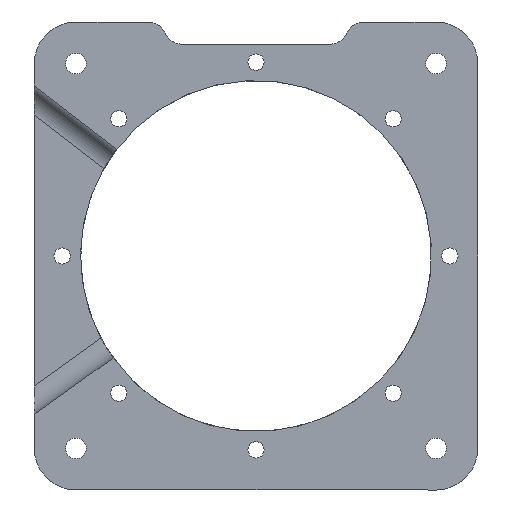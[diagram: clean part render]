
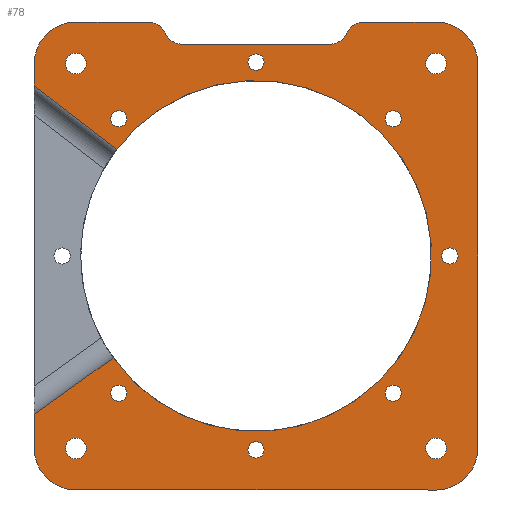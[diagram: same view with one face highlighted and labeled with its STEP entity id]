
A CAD part, front view. The second image highlights one B-rep face of the part: STEP entity #78.
In plain terms, the highlighted planar face has unit normal (0, -1, 0).
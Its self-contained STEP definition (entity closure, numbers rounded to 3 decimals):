
#78=ADVANCED_FACE('',(#132,#133,#134,#135,#136,#137,#138,#139,#140,#141,
#142,#143),#110,.T.);
#110=PLANE('',#690);
#132=FACE_BOUND('',#186,.T.);
#133=FACE_BOUND('',#187,.T.);
#134=FACE_BOUND('',#188,.T.);
#135=FACE_BOUND('',#189,.T.);
#136=FACE_BOUND('',#190,.T.);
#137=FACE_BOUND('',#191,.T.);
#138=FACE_BOUND('',#192,.T.);
#139=FACE_BOUND('',#193,.T.);
#140=FACE_BOUND('',#194,.T.);
#141=FACE_BOUND('',#195,.T.);
#142=FACE_BOUND('',#196,.T.);
#143=FACE_BOUND('',#197,.T.);
#186=EDGE_LOOP('',(#333));
#187=EDGE_LOOP('',(#334));
#188=EDGE_LOOP('',(#335));
#189=EDGE_LOOP('',(#336));
#190=EDGE_LOOP('',(#337));
#191=EDGE_LOOP('',(#338));
#192=EDGE_LOOP('',(#339));
#193=EDGE_LOOP('',(#340));
#194=EDGE_LOOP('',(#341));
#195=EDGE_LOOP('',(#342));
#196=EDGE_LOOP('',(#343));
#197=EDGE_LOOP('',(#344,#345,#346,#347,#348,#349,#350,#351,#352,#353,#354,
#355,#356,#357,#358,#359,#360,#361));
#248=LINE('',#991,#280);
#249=LINE('',#998,#281);
#250=LINE('',#1004,#282);
#251=LINE('',#1008,#283);
#252=LINE('',#1010,#284);
#253=LINE('',#1014,#285);
#254=LINE('',#1016,#286);
#255=LINE('',#1020,#287);
#256=LINE('',#1024,#288);
#280=VECTOR('',#799,1.);
#281=VECTOR('',#804,1.);
#282=VECTOR('',#809,1.);
#283=VECTOR('',#812,1.);
#284=VECTOR('',#813,1.);
#285=VECTOR('',#816,1.);
#286=VECTOR('',#817,1.);
#287=VECTOR('',#820,1.);
#288=VECTOR('',#823,1.);
#333=ORIENTED_EDGE('',*,*,#552,.T.);
#334=ORIENTED_EDGE('',*,*,#553,.T.);
#335=ORIENTED_EDGE('',*,*,#554,.T.);
#336=ORIENTED_EDGE('',*,*,#555,.T.);
#337=ORIENTED_EDGE('',*,*,#556,.T.);
#338=ORIENTED_EDGE('',*,*,#557,.T.);
#339=ORIENTED_EDGE('',*,*,#558,.T.);
#340=ORIENTED_EDGE('',*,*,#559,.T.);
#341=ORIENTED_EDGE('',*,*,#560,.T.);
#342=ORIENTED_EDGE('',*,*,#561,.F.);
#343=ORIENTED_EDGE('',*,*,#562,.F.);
#344=ORIENTED_EDGE('',*,*,#563,.T.);
#345=ORIENTED_EDGE('',*,*,#564,.T.);
#346=ORIENTED_EDGE('',*,*,#565,.T.);
#347=ORIENTED_EDGE('',*,*,#566,.T.);
#348=ORIENTED_EDGE('',*,*,#567,.T.);
#349=ORIENTED_EDGE('',*,*,#568,.T.);
#350=ORIENTED_EDGE('',*,*,#569,.T.);
#351=ORIENTED_EDGE('',*,*,#570,.T.);
#352=ORIENTED_EDGE('',*,*,#571,.T.);
#353=ORIENTED_EDGE('',*,*,#572,.T.);
#354=ORIENTED_EDGE('',*,*,#573,.T.);
#355=ORIENTED_EDGE('',*,*,#574,.T.);
#356=ORIENTED_EDGE('',*,*,#575,.T.);
#357=ORIENTED_EDGE('',*,*,#576,.T.);
#358=ORIENTED_EDGE('',*,*,#577,.T.);
#359=ORIENTED_EDGE('',*,*,#578,.T.);
#360=ORIENTED_EDGE('',*,*,#579,.T.);
#361=ORIENTED_EDGE('',*,*,#580,.T.);
#491=VERTEX_POINT('',#970);
#492=VERTEX_POINT('',#972);
#493=VERTEX_POINT('',#974);
#494=VERTEX_POINT('',#976);
#495=VERTEX_POINT('',#978);
#496=VERTEX_POINT('',#980);
#497=VERTEX_POINT('',#982);
#498=VERTEX_POINT('',#984);
#499=VERTEX_POINT('',#986);
#500=VERTEX_POINT('',#988);
#501=VERTEX_POINT('',#990);
#502=VERTEX_POINT('',#992);
#503=VERTEX_POINT('',#993);
#504=VERTEX_POINT('',#995);
#505=VERTEX_POINT('',#997);
#506=VERTEX_POINT('',#999);
#507=VERTEX_POINT('',#1001);
#508=VERTEX_POINT('',#1003);
#509=VERTEX_POINT('',#1005);
#510=VERTEX_POINT('',#1007);
#511=VERTEX_POINT('',#1009);
#512=VERTEX_POINT('',#1011);
#513=VERTEX_POINT('',#1013);
#514=VERTEX_POINT('',#1015);
#515=VERTEX_POINT('',#1017);
#516=VERTEX_POINT('',#1019);
#517=VERTEX_POINT('',#1021);
#518=VERTEX_POINT('',#1023);
#519=VERTEX_POINT('',#1025);
#552=EDGE_CURVE('',#491,#491,#625,.T.);
#553=EDGE_CURVE('',#492,#492,#626,.T.);
#554=EDGE_CURVE('',#493,#493,#627,.T.);
#555=EDGE_CURVE('',#494,#494,#628,.T.);
#556=EDGE_CURVE('',#495,#495,#629,.T.);
#557=EDGE_CURVE('',#496,#496,#630,.T.);
#558=EDGE_CURVE('',#497,#497,#631,.T.);
#559=EDGE_CURVE('',#498,#498,#632,.T.);
#560=EDGE_CURVE('',#499,#499,#633,.T.);
#561=EDGE_CURVE('',#500,#500,#634,.T.);
#562=EDGE_CURVE('',#501,#501,#635,.T.);
#563=EDGE_CURVE('',#502,#503,#248,.T.);
#564=EDGE_CURVE('',#503,#504,#636,.T.);
#565=EDGE_CURVE('',#504,#505,#637,.T.);
#566=EDGE_CURVE('',#505,#506,#249,.T.);
#567=EDGE_CURVE('',#506,#507,#638,.T.);
#568=EDGE_CURVE('',#507,#508,#639,.T.);
#569=EDGE_CURVE('',#508,#509,#250,.T.);
#570=EDGE_CURVE('',#509,#510,#640,.T.);
#571=EDGE_CURVE('',#510,#511,#251,.T.);
#572=EDGE_CURVE('',#511,#512,#252,.T.);
#573=EDGE_CURVE('',#512,#513,#641,.T.);
#574=EDGE_CURVE('',#513,#514,#253,.T.);
#575=EDGE_CURVE('',#514,#515,#254,.T.);
#576=EDGE_CURVE('',#515,#516,#642,.T.);
#577=EDGE_CURVE('',#516,#517,#255,.T.);
#578=EDGE_CURVE('',#517,#518,#643,.T.);
#579=EDGE_CURVE('',#518,#519,#256,.T.);
#580=EDGE_CURVE('',#519,#502,#644,.T.);
#625=CIRCLE('',#670,1.75);
#626=CIRCLE('',#671,1.75);
#627=CIRCLE('',#672,1.75);
#628=CIRCLE('',#673,1.75);
#629=CIRCLE('',#674,1.75);
#630=CIRCLE('',#675,1.75);
#631=CIRCLE('',#676,1.75);
#632=CIRCLE('',#677,2.25);
#633=CIRCLE('',#678,2.25);
#634=CIRCLE('',#679,2.25);
#635=CIRCLE('',#680,2.25);
#636=CIRCLE('',#681,4.);
#637=CIRCLE('',#682,4.);
#638=CIRCLE('',#683,4.);
#639=CIRCLE('',#684,4.);
#640=CIRCLE('',#685,9.);
#641=CIRCLE('',#686,38.);
#642=CIRCLE('',#687,9.);
#643=CIRCLE('',#688,9.);
#644=CIRCLE('',#689,9.);
#670=AXIS2_PLACEMENT_3D('',#969,#777,#778);
#671=AXIS2_PLACEMENT_3D('',#971,#779,#780);
#672=AXIS2_PLACEMENT_3D('',#973,#781,#782);
#673=AXIS2_PLACEMENT_3D('',#975,#783,#784);
#674=AXIS2_PLACEMENT_3D('',#977,#785,#786);
#675=AXIS2_PLACEMENT_3D('',#979,#787,#788);
#676=AXIS2_PLACEMENT_3D('',#981,#789,#790);
#677=AXIS2_PLACEMENT_3D('',#983,#791,#792);
#678=AXIS2_PLACEMENT_3D('',#985,#793,#794);
#679=AXIS2_PLACEMENT_3D('',#987,#795,#796);
#680=AXIS2_PLACEMENT_3D('',#989,#797,#798);
#681=AXIS2_PLACEMENT_3D('',#994,#800,#801);
#682=AXIS2_PLACEMENT_3D('',#996,#802,#803);
#683=AXIS2_PLACEMENT_3D('',#1000,#805,#806);
#684=AXIS2_PLACEMENT_3D('',#1002,#807,#808);
#685=AXIS2_PLACEMENT_3D('',#1006,#810,#811);
#686=AXIS2_PLACEMENT_3D('',#1012,#814,#815);
#687=AXIS2_PLACEMENT_3D('',#1018,#818,#819);
#688=AXIS2_PLACEMENT_3D('',#1022,#821,#822);
#689=AXIS2_PLACEMENT_3D('',#1026,#824,#825);
#690=AXIS2_PLACEMENT_3D('',#1027,#826,#827);
#777=DIRECTION('',(0.,1.,0.));
#778=DIRECTION('',(0.,0.,-1.));
#779=DIRECTION('',(0.,1.,0.));
#780=DIRECTION('',(0.,0.,-1.));
#781=DIRECTION('',(0.,1.,0.));
#782=DIRECTION('',(0.,0.,-1.));
#783=DIRECTION('',(0.,1.,0.));
#784=DIRECTION('',(0.,0.,-1.));
#785=DIRECTION('',(0.,1.,0.));
#786=DIRECTION('',(0.,0.,-1.));
#787=DIRECTION('',(0.,1.,0.));
#788=DIRECTION('',(0.,0.,-1.));
#789=DIRECTION('',(0.,1.,0.));
#790=DIRECTION('',(0.,0.,-1.));
#791=DIRECTION('',(0.,1.,0.));
#792=DIRECTION('',(0.,0.,1.));
#793=DIRECTION('',(0.,1.,0.));
#794=DIRECTION('',(0.,0.,1.));
#795=DIRECTION('',(0.,-1.,0.));
#796=DIRECTION('',(0.,0.,-1.));
#797=DIRECTION('',(0.,-1.,0.));
#798=DIRECTION('',(0.,0.,-1.));
#799=DIRECTION('',(-1.,0.,0.));
#800=DIRECTION('',(0.,-1.,0.));
#801=DIRECTION('',(0.,0.,-1.));
#802=DIRECTION('',(0.,1.,0.));
#803=DIRECTION('',(0.,0.,-1.));
#804=DIRECTION('',(-1.,0.,0.));
#805=DIRECTION('',(0.,1.,0.));
#806=DIRECTION('',(0.,0.,-1.));
#807=DIRECTION('',(0.,-1.,0.));
#808=DIRECTION('',(0.,0.,-1.));
#809=DIRECTION('',(-1.,0.,0.));
#810=DIRECTION('',(0.,-1.,0.));
#811=DIRECTION('',(0.,0.,-1.));
#812=DIRECTION('',(0.,0.,-1.));
#813=DIRECTION('',(0.794,0.,-0.608));
#814=DIRECTION('',(0.,1.,0.));
#815=DIRECTION('',(0.,0.,-1.));
#816=DIRECTION('',(-0.814,0.,-0.581));
#817=DIRECTION('',(0.,0.,-1.));
#818=DIRECTION('',(0.,-1.,0.));
#819=DIRECTION('',(0.,0.,-1.));
#820=DIRECTION('',(1.,0.,0.));
#821=DIRECTION('',(0.,-1.,0.));
#822=DIRECTION('',(0.,0.,-1.));
#823=DIRECTION('',(0.,0.,1.));
#824=DIRECTION('',(0.,-1.,0.));
#825=DIRECTION('',(0.,0.,-1.));
#826=DIRECTION('',(0.,-1.,0.));
#827=DIRECTION('',(0.,0.,-1.));
#969=CARTESIAN_POINT('',(-29.698,-14.65,30.973));
#970=CARTESIAN_POINT('',(-29.698,-14.65,29.223));
#971=CARTESIAN_POINT('',(-29.698,-14.65,90.37));
#972=CARTESIAN_POINT('',(-29.698,-14.65,88.62));
#973=CARTESIAN_POINT('',(0.,-14.65,18.671));
#974=CARTESIAN_POINT('',(0.,-14.65,16.921));
#975=CARTESIAN_POINT('',(0.,-14.65,102.671));
#976=CARTESIAN_POINT('',(0.,-14.65,100.921));
#977=CARTESIAN_POINT('',(29.698,-14.65,30.973));
#978=CARTESIAN_POINT('',(29.698,-14.65,29.223));
#979=CARTESIAN_POINT('',(29.698,-14.65,90.37));
#980=CARTESIAN_POINT('',(29.698,-14.65,88.62));
#981=CARTESIAN_POINT('',(42.,-14.65,60.671));
#982=CARTESIAN_POINT('',(42.,-14.65,58.921));
#983=CARTESIAN_POINT('',(39.,-14.65,102.342));
#984=CARTESIAN_POINT('',(39.,-14.65,104.592));
#985=CARTESIAN_POINT('',(-39.,-14.65,102.342));
#986=CARTESIAN_POINT('',(-39.,-14.65,104.592));
#987=CARTESIAN_POINT('',(39.,-14.65,19.));
#988=CARTESIAN_POINT('',(39.,-14.65,16.75));
#989=CARTESIAN_POINT('',(-39.,-14.65,19.));
#990=CARTESIAN_POINT('',(-39.,-14.65,16.75));
#991=CARTESIAN_POINT('',(20.,-14.65,111.342));
#992=CARTESIAN_POINT('',(39.,-14.65,111.342));
#993=CARTESIAN_POINT('',(23.334,-14.65,111.342));
#994=CARTESIAN_POINT('',(23.334,-14.65,107.342));
#995=CARTESIAN_POINT('',(19.667,-14.65,108.94));
#996=CARTESIAN_POINT('',(16.,-14.65,110.538));
#997=CARTESIAN_POINT('',(16.,-14.65,106.538));
#998=CARTESIAN_POINT('',(0.,-14.65,106.538));
#999=CARTESIAN_POINT('',(-16.,-14.65,106.538));
#1000=CARTESIAN_POINT('',(-16.,-14.65,110.538));
#1001=CARTESIAN_POINT('',(-19.667,-14.65,108.94));
#1002=CARTESIAN_POINT('',(-23.334,-14.65,107.342));
#1003=CARTESIAN_POINT('',(-23.334,-14.65,111.342));
#1004=CARTESIAN_POINT('',(20.,-14.65,111.342));
#1005=CARTESIAN_POINT('',(-39.,-14.65,111.342));
#1006=CARTESIAN_POINT('',(-39.,-14.65,102.342));
#1007=CARTESIAN_POINT('',(-48.,-14.65,102.342));
#1008=CARTESIAN_POINT('',(-48.,-14.65,17.036));
#1009=CARTESIAN_POINT('',(-48.,-14.65,97.474));
#1010=CARTESIAN_POINT('',(-38.092,-14.65,89.877));
#1011=CARTESIAN_POINT('',(-30.156,-14.65,83.793));
#1012=CARTESIAN_POINT('',(0.,-14.65,60.671));
#1013=CARTESIAN_POINT('',(-30.928,-14.65,38.593));
#1014=CARTESIAN_POINT('',(0.,-14.65,60.671));
#1015=CARTESIAN_POINT('',(-48.,-14.65,26.406));
#1016=CARTESIAN_POINT('',(-48.,-14.65,17.036));
#1017=CARTESIAN_POINT('',(-48.,-14.65,19.));
#1018=CARTESIAN_POINT('',(-39.,-14.65,19.));
#1019=CARTESIAN_POINT('',(-39.,-14.65,10.));
#1020=CARTESIAN_POINT('',(-20.,-14.65,10.));
#1021=CARTESIAN_POINT('',(39.,-14.65,10.));
#1022=CARTESIAN_POINT('',(39.,-14.65,19.));
#1023=CARTESIAN_POINT('',(48.,-14.65,19.));
#1024=CARTESIAN_POINT('',(48.,-14.65,0.));
#1025=CARTESIAN_POINT('',(48.,-14.65,102.342));
#1026=CARTESIAN_POINT('',(39.,-14.65,102.342));
#1027=CARTESIAN_POINT('',(0.,-14.65,60.671));
